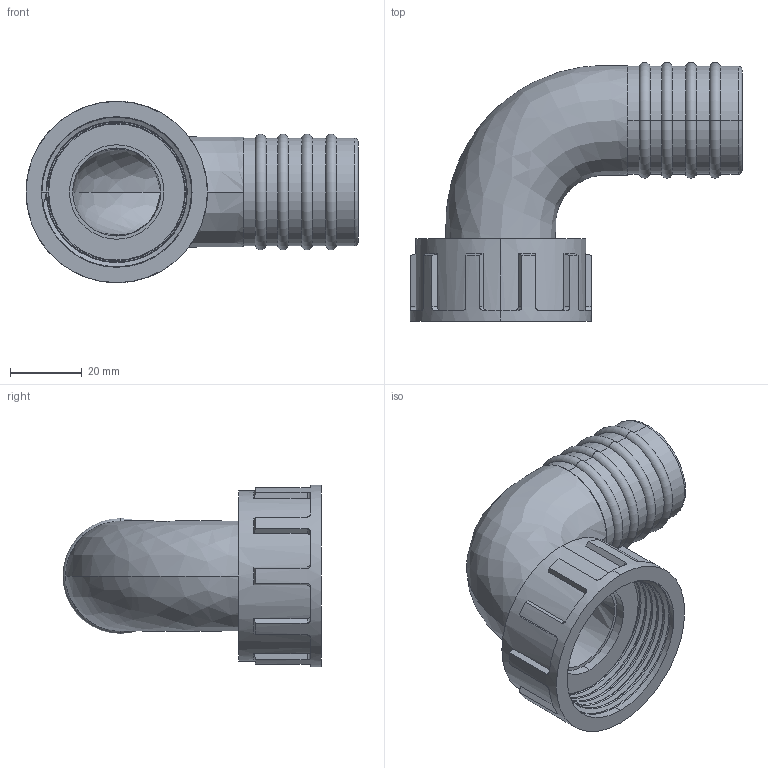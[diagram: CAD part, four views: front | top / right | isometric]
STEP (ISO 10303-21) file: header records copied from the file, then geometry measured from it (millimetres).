
FILE_DESCRIPTION (( 'STEP AP203' ), '1' );
FILE_NAME ('00121_0932.STEP', '2017-05-10T14:15:42', ( '' ), ( '' ), 'SwSTEP 2.0', 'SolidWorks 2011', '' );
FILE_SCHEMA (( 'CONFIG_CONTROL_DESIGN' ));
Length unit declared in the file: millimetre
Products named in the file (4): 00121_0932; 00125_0909; 00122_0909; 00124_0932
Assembly tree (3 placements, depth 2):
  00121_0932
    00124_0932
    00125_0909
    00122_0909
Bounding box: 92.4 x 72.04 x 50.5 mm (x, y, z)
Volume: 43476.7 mm3; surface area: 30389.1 mm2
Topology: 3 solids, 3 shells, 132 faces, 347 edges, 224 vertices
Faces by surface type: cylinder 58, plane 40, torus 13, cone 12, bspline 9
Entity records: 9757 total; most frequent: CARTESIAN_POINT 6277, ORIENTED_EDGE 694, DIRECTION 599, EDGE_CURVE 347, AXIS2_PLACEMENT_3D 239, VERTEX_POINT 224, EDGE_LOOP 141, FACE_OUTER_BOUND 132
